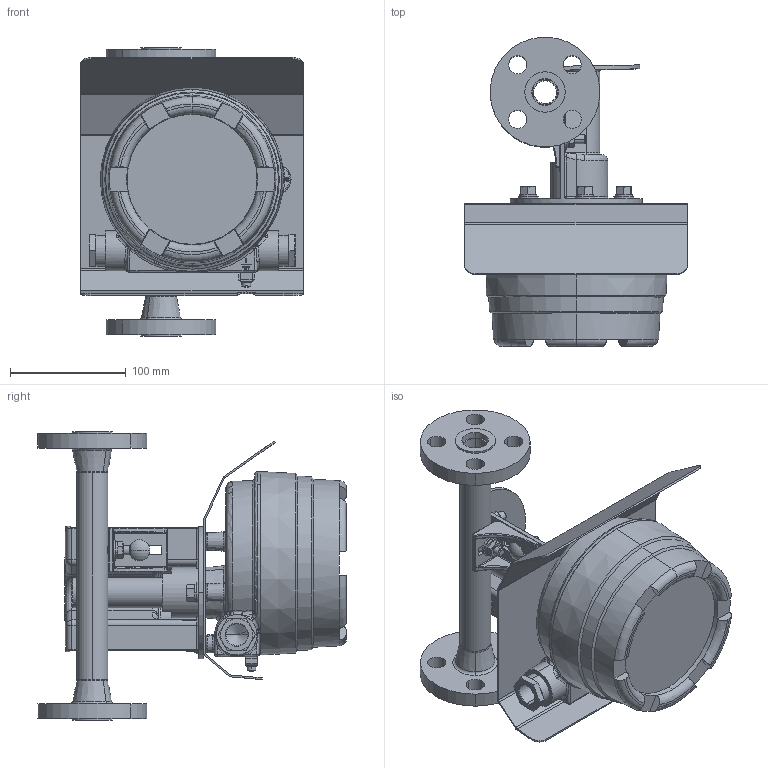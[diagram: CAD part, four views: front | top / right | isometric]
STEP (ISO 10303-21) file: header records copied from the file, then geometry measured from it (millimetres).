
FILE_DESCRIPTION (( 'STEP AP203' ), '1' );
FILE_NAME ('3809G-A-07-G-6-H-0.STEP', '2020-06-24T15:59:18', ( '' ), ( '' ), 'SwSTEP 2.0', 'SolidWorks 2019', '' );
FILE_SCHEMA (( 'CONFIG_CONTROL_DESIGN' ));
Length unit declared in the file: millimetre
Products named in the file (1): 3809G-A-07-G-6-H-0
Bounding box: 192.53 x 267.47 x 250 mm (x, y, z)
Volume: 2739148.6 mm3; surface area: 438036.1 mm2
Topology: 43 solids, 43 shells, 1083 faces, 2490 edges, 1474 vertices
Faces by surface type: cylinder 352, plane 337, cone 171, bspline 109, torus 64, sphere 50
Entity records: 37179 total; most frequent: CARTESIAN_POINT 13397, DIRECTION 4999, ORIENTED_EDGE 4864, EDGE_CURVE 2432, AXIS2_PLACEMENT_3D 2030, VERTEX_POINT 1474, EDGE_LOOP 1208, ADVANCED_FACE 1083
